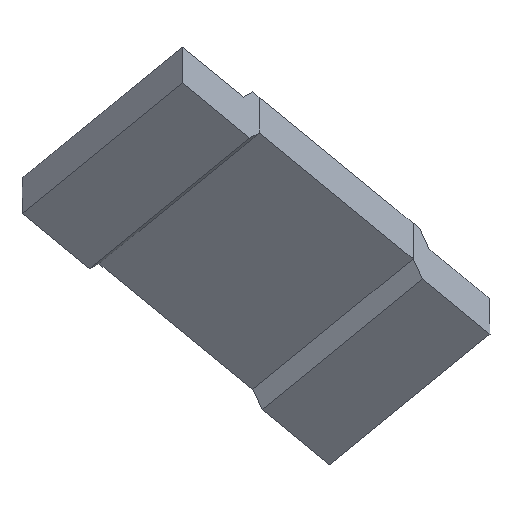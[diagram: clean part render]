
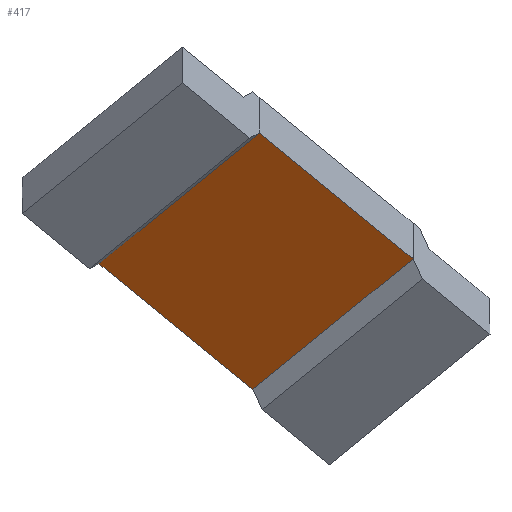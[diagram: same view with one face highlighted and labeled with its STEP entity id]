
A CAD part, front view. The second image highlights one B-rep face of the part: STEP entity #417.
In plain terms, the highlighted planar face has unit normal (0, -0.817, -0.577).
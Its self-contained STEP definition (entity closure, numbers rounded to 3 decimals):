
#39=FACE_OUTER_BOUND('',#63,.T.);
#63=EDGE_LOOP('',(#354,#355,#356,#357));
#113=LINE('',#651,#167);
#114=LINE('',#654,#168);
#115=LINE('',#656,#169);
#116=LINE('',#657,#170);
#167=VECTOR('',#535,1.);
#168=VECTOR('',#538,1.);
#169=VECTOR('',#539,1.);
#170=VECTOR('',#540,1.);
#204=VERTEX_POINT('',#644);
#207=VERTEX_POINT('',#649);
#208=VERTEX_POINT('',#653);
#209=VERTEX_POINT('',#655);
#257=EDGE_CURVE('',#204,#207,#113,.T.);
#258=EDGE_CURVE('',#208,#204,#114,.T.);
#259=EDGE_CURVE('',#209,#207,#115,.T.);
#260=EDGE_CURVE('',#208,#209,#116,.T.);
#354=ORIENTED_EDGE('',*,*,#258,.T.);
#355=ORIENTED_EDGE('',*,*,#257,.T.);
#356=ORIENTED_EDGE('',*,*,#259,.F.);
#357=ORIENTED_EDGE('',*,*,#260,.F.);
#393=PLANE('',#445);
#417=ADVANCED_FACE('',(#39),#393,.T.);
#445=AXIS2_PLACEMENT_3D('',#652,#536,#537);
#535=DIRECTION('',(-0.707,0.408,-0.577));
#536=DIRECTION('center_axis',(0.,-0.816,-0.577));
#537=DIRECTION('ref_axis',(-0.707,-0.408,0.577));
#538=DIRECTION('',(-0.707,-0.408,0.577));
#539=DIRECTION('',(-0.707,-0.408,0.577));
#540=DIRECTION('',(-0.707,0.408,-0.577));
#644=CARTESIAN_POINT('',(0.942,11.631,1.443));
#649=CARTESIAN_POINT('',(-2.735,13.754,-1.559));
#651=CARTESIAN_POINT('',(0.942,11.631,1.443));
#652=CARTESIAN_POINT('Origin',(4.477,13.672,-1.443));
#653=CARTESIAN_POINT('',(4.477,13.672,-1.443));
#654=CARTESIAN_POINT('',(4.477,13.672,-1.443));
#655=CARTESIAN_POINT('',(0.8,15.795,-4.446));
#656=CARTESIAN_POINT('',(0.8,15.795,-4.446));
#657=CARTESIAN_POINT('',(4.477,13.672,-1.443));
